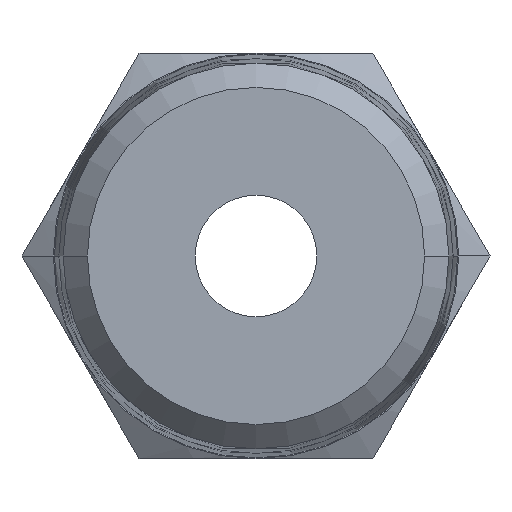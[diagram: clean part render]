
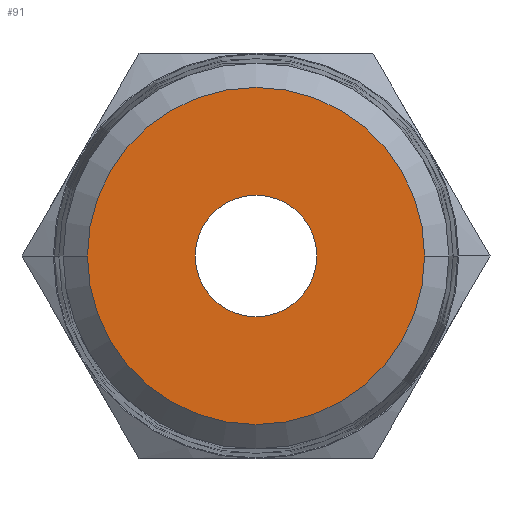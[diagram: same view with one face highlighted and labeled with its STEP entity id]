
A CAD part, front view. The second image highlights one B-rep face of the part: STEP entity #91.
In plain terms, the highlighted planar face has unit normal (0, -1, 0).
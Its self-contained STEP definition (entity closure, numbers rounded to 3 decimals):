
#91=ADVANCED_FACE('',(#208,#209),#210,.T.);
#208=FACE_BOUND('',#348,.T.);
#209=FACE_OUTER_BOUND('',#349,.T.);
#210=PLANE('',#350);
#348=EDGE_LOOP('',(#712,#713));
#349=EDGE_LOOP('',(#714,#715));
#350=AXIS2_PLACEMENT_3D('',#716,#717,#718);
#712=ORIENTED_EDGE('',*,*,#915,.T.);
#713=ORIENTED_EDGE('',*,*,#925,.T.);
#714=ORIENTED_EDGE('',*,*,#888,.F.);
#715=ORIENTED_EDGE('',*,*,#971,.F.);
#716=CARTESIAN_POINT('',(2.079,-7.5,0.0));
#717=DIRECTION('',(-0.0,-1.0,-0.0));
#718=DIRECTION('',(-1.0,0.0,0.0));
#888=EDGE_CURVE('',#1043,#1046,#1047,.T.);
#915=EDGE_CURVE('',#1099,#1096,#1100,.T.);
#925=EDGE_CURVE('',#1096,#1099,#1115,.T.);
#971=EDGE_CURVE('',#1046,#1043,#1177,.T.);
#1043=VERTEX_POINT('',#1315);
#1046=VERTEX_POINT('',#1319);
#1047=CIRCLE('',#1320,4.159);
#1096=VERTEX_POINT('',#1424);
#1099=VERTEX_POINT('',#1428);
#1100=CIRCLE('',#1429,1.5);
#1115=CIRCLE('',#1447,1.5);
#1177=CIRCLE('',#1735,4.159);
#1315=CARTESIAN_POINT('',(4.159,-7.5,0.0));
#1319=CARTESIAN_POINT('',(-4.159,-7.5,0.));
#1320=AXIS2_PLACEMENT_3D('',#2042,#2043,#2044);
#1424=CARTESIAN_POINT('',(1.5,-7.5,0.));
#1428=CARTESIAN_POINT('',(-1.5,-7.5,0.));
#1429=AXIS2_PLACEMENT_3D('',#2087,#2088,#2089);
#1447=AXIS2_PLACEMENT_3D('',#2111,#2112,#2113);
#1735=AXIS2_PLACEMENT_3D('',#2177,#2178,#2179);
#2042=CARTESIAN_POINT('',(0.0,-7.5,0.0));
#2043=DIRECTION('',(-0.0,1.0,0.0));
#2044=DIRECTION('',(1.0,0.0,0.0));
#2087=CARTESIAN_POINT('',(0.0,-7.5,0.0));
#2088=DIRECTION('',(-0.0,1.0,0.0));
#2089=DIRECTION('',(1.0,0.0,0.0));
#2111=CARTESIAN_POINT('',(0.0,-7.5,0.0));
#2112=DIRECTION('',(-0.0,1.0,0.0));
#2113=DIRECTION('',(1.0,0.0,0.0));
#2177=CARTESIAN_POINT('',(0.0,-7.5,0.0));
#2178=DIRECTION('',(-0.0,1.0,0.0));
#2179=DIRECTION('',(1.0,0.0,0.0));
